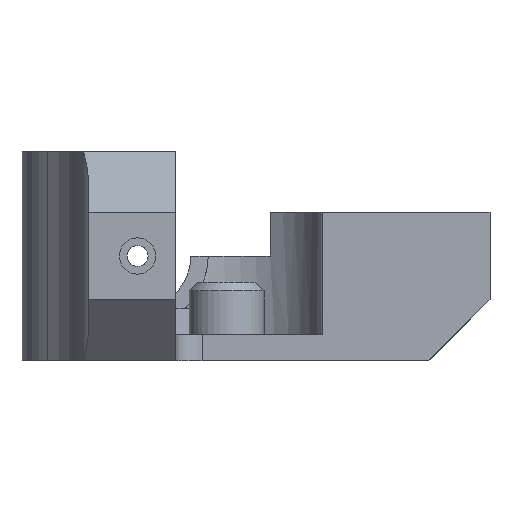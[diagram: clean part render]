
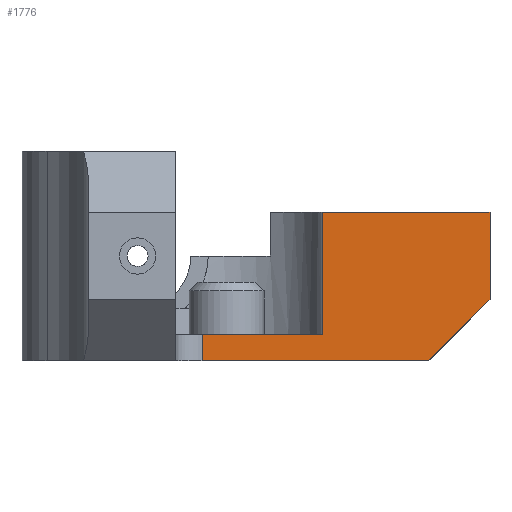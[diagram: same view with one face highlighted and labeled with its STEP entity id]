
A CAD part, left-side view. The second image highlights one B-rep face of the part: STEP entity #1776.
In plain terms, the highlighted planar face has unit normal (-1, 0, 0).
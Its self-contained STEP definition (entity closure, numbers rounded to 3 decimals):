
#253 = PLANE('',#254);
#254 = AXIS2_PLACEMENT_3D('',#255,#256,#257);
#255 = CARTESIAN_POINT('',(0.,-11.,7.));
#256 = DIRECTION('',(0.,0.,-1.));
#257 = DIRECTION('',(-1.,0.,0.));
#310 = PLANE('',#311);
#311 = AXIS2_PLACEMENT_3D('',#312,#313,#314);
#312 = CARTESIAN_POINT('',(-37.,15.8,4.));
#313 = DIRECTION('',(0.,0.,-1.));
#314 = DIRECTION('',(-1.,0.,0.));
#474 = VERTEX_POINT('',#475);
#475 = CARTESIAN_POINT('',(-21.,-11.,7.));
#489 = PLANE('',#490);
#490 = AXIS2_PLACEMENT_3D('',#491,#492,#493);
#491 = CARTESIAN_POINT('',(-24.5,-11.,21.));
#492 = DIRECTION('',(0.,-1.,0.));
#493 = DIRECTION('',(1.,0.,0.));
#501 = EDGE_CURVE('',#474,#502,#504,.T.);
#502 = VERTEX_POINT('',#503);
#503 = CARTESIAN_POINT('',(-21.,2.8,7.));
#504 = SURFACE_CURVE('',#505,(#509,#515),.PCURVE_S1.);
#505 = LINE('',#506,#507);
#506 = CARTESIAN_POINT('',(-21.,-2.6,7.));
#507 = VECTOR('',#508,1.);
#508 = DIRECTION('',(0.,1.,0.));
#509 = PCURVE('',#253,#510);
#510 = DEFINITIONAL_REPRESENTATION('',(#511),#514);
#511 = B_SPLINE_CURVE_WITH_KNOTS('',1,(#512,#513),.UNSPECIFIED.,.F.,.F.,
  (2,2),(-10.6,12.),.PIECEWISE_BEZIER_KNOTS.);
#512 = CARTESIAN_POINT('',(21.,-2.2));
#513 = CARTESIAN_POINT('',(21.,20.4));
#514 = ( GEOMETRIC_REPRESENTATION_CONTEXT(2) 
PARAMETRIC_REPRESENTATION_CONTEXT() REPRESENTATION_CONTEXT('2D SPACE',''
  ) );
#515 = PCURVE('',#516,#521);
#516 = PLANE('',#517);
#517 = AXIS2_PLACEMENT_3D('',#518,#519,#520);
#518 = CARTESIAN_POINT('',(-21.,5.8,4.));
#519 = DIRECTION('',(1.,0.,0.));
#520 = DIRECTION('',(0.,-1.,0.));
#521 = DEFINITIONAL_REPRESENTATION('',(#522),#525);
#522 = B_SPLINE_CURVE_WITH_KNOTS('',1,(#523,#524),.UNSPECIFIED.,.F.,.F.,
  (2,2),(-10.6,12.),.PIECEWISE_BEZIER_KNOTS.);
#523 = CARTESIAN_POINT('',(19.,-3.));
#524 = CARTESIAN_POINT('',(-3.6,-3.));
#525 = ( GEOMETRIC_REPRESENTATION_CONTEXT(2) 
PARAMETRIC_REPRESENTATION_CONTEXT() REPRESENTATION_CONTEXT('2D SPACE',''
  ) );
#546 = CYLINDRICAL_SURFACE('',#547,3.);
#547 = AXIS2_PLACEMENT_3D('',#548,#549,#550);
#548 = CARTESIAN_POINT('',(-24.,2.8,4.));
#549 = DIRECTION('',(0.,0.,1.));
#550 = DIRECTION('',(1.,0.,0.));
#891 = VERTEX_POINT('',#892);
#892 = CARTESIAN_POINT('',(-21.,-23.2,4.));
#906 = PLANE('',#907);
#907 = AXIS2_PLACEMENT_3D('',#908,#909,#910);
#908 = CARTESIAN_POINT('',(-21.,-26.7,7.5));
#909 = DIRECTION('',(0.,0.707,0.707));
#910 = DIRECTION('',(-1.,0.,0.));
#918 = EDGE_CURVE('',#919,#891,#921,.T.);
#919 = VERTEX_POINT('',#920);
#920 = CARTESIAN_POINT('',(-21.,2.8,4.));
#921 = SURFACE_CURVE('',#922,(#926,#933),.PCURVE_S1.);
#922 = LINE('',#923,#924);
#923 = CARTESIAN_POINT('',(-21.,5.8,4.));
#924 = VECTOR('',#925,1.);
#925 = DIRECTION('',(0.,-1.,0.));
#926 = PCURVE('',#310,#927);
#927 = DEFINITIONAL_REPRESENTATION('',(#928),#932);
#928 = LINE('',#929,#930);
#929 = CARTESIAN_POINT('',(-16.,-10.));
#930 = VECTOR('',#931,1.);
#931 = DIRECTION('',(0.,-1.));
#932 = ( GEOMETRIC_REPRESENTATION_CONTEXT(2) 
PARAMETRIC_REPRESENTATION_CONTEXT() REPRESENTATION_CONTEXT('2D SPACE',''
  ) );
#933 = PCURVE('',#516,#934);
#934 = DEFINITIONAL_REPRESENTATION('',(#935),#939);
#935 = LINE('',#936,#937);
#936 = CARTESIAN_POINT('',(0.,0.));
#937 = VECTOR('',#938,1.);
#938 = DIRECTION('',(1.,0.));
#939 = ( GEOMETRIC_REPRESENTATION_CONTEXT(2) 
PARAMETRIC_REPRESENTATION_CONTEXT() REPRESENTATION_CONTEXT('2D SPACE',''
  ) );
#1444 = EDGE_CURVE('',#919,#502,#1445,.T.);
#1445 = SURFACE_CURVE('',#1446,(#1450,#1457),.PCURVE_S1.);
#1446 = LINE('',#1447,#1448);
#1447 = CARTESIAN_POINT('',(-21.,2.8,4.));
#1448 = VECTOR('',#1449,1.);
#1449 = DIRECTION('',(0.,0.,1.));
#1450 = PCURVE('',#546,#1451);
#1451 = DEFINITIONAL_REPRESENTATION('',(#1452),#1456);
#1452 = LINE('',#1453,#1454);
#1453 = CARTESIAN_POINT('',(0.,0.));
#1454 = VECTOR('',#1455,1.);
#1455 = DIRECTION('',(0.,1.));
#1456 = ( GEOMETRIC_REPRESENTATION_CONTEXT(2) 
PARAMETRIC_REPRESENTATION_CONTEXT() REPRESENTATION_CONTEXT('2D SPACE',''
  ) );
#1457 = PCURVE('',#516,#1458);
#1458 = DEFINITIONAL_REPRESENTATION('',(#1459),#1463);
#1459 = LINE('',#1460,#1461);
#1460 = CARTESIAN_POINT('',(3.,0.));
#1461 = VECTOR('',#1462,1.);
#1462 = DIRECTION('',(0.,-1.));
#1463 = ( GEOMETRIC_REPRESENTATION_CONTEXT(2) 
PARAMETRIC_REPRESENTATION_CONTEXT() REPRESENTATION_CONTEXT('2D SPACE',''
  ) );
#1776 = ADVANCED_FACE('',(#1777),#516,.F.);
#1777 = FACE_BOUND('',#1778,.F.);
#1778 = EDGE_LOOP('',(#1779,#1780,#1781,#1782,#1803,#1831,#1859));
#1779 = ORIENTED_EDGE('',*,*,#918,.F.);
#1780 = ORIENTED_EDGE('',*,*,#1444,.T.);
#1781 = ORIENTED_EDGE('',*,*,#501,.F.);
#1782 = ORIENTED_EDGE('',*,*,#1783,.F.);
#1783 = EDGE_CURVE('',#1784,#474,#1786,.T.);
#1784 = VERTEX_POINT('',#1785);
#1785 = CARTESIAN_POINT('',(-21.,-11.,21.));
#1786 = SURFACE_CURVE('',#1787,(#1791,#1797),.PCURVE_S1.);
#1787 = LINE('',#1788,#1789);
#1788 = CARTESIAN_POINT('',(-21.,-11.,12.5));
#1789 = VECTOR('',#1790,1.);
#1790 = DIRECTION('',(0.,0.,-1.));
#1791 = PCURVE('',#516,#1792);
#1792 = DEFINITIONAL_REPRESENTATION('',(#1793),#1796);
#1793 = B_SPLINE_CURVE_WITH_KNOTS('',1,(#1794,#1795),.UNSPECIFIED.,.F.,
  .F.,(2,2),(-9.9,6.9),.PIECEWISE_BEZIER_KNOTS.);
#1794 = CARTESIAN_POINT('',(16.8,-18.4));
#1795 = CARTESIAN_POINT('',(16.8,-1.6));
#1796 = ( GEOMETRIC_REPRESENTATION_CONTEXT(2) 
PARAMETRIC_REPRESENTATION_CONTEXT() REPRESENTATION_CONTEXT('2D SPACE',''
  ) );
#1797 = PCURVE('',#489,#1798);
#1798 = DEFINITIONAL_REPRESENTATION('',(#1799),#1802);
#1799 = B_SPLINE_CURVE_WITH_KNOTS('',1,(#1800,#1801),.UNSPECIFIED.,.F.,
  .F.,(2,2),(-9.9,6.9),.PIECEWISE_BEZIER_KNOTS.);
#1800 = CARTESIAN_POINT('',(3.5,1.4));
#1801 = CARTESIAN_POINT('',(3.5,-15.4));
#1802 = ( GEOMETRIC_REPRESENTATION_CONTEXT(2) 
PARAMETRIC_REPRESENTATION_CONTEXT() REPRESENTATION_CONTEXT('2D SPACE',''
  ) );
#1803 = ORIENTED_EDGE('',*,*,#1804,.T.);
#1804 = EDGE_CURVE('',#1784,#1805,#1807,.T.);
#1805 = VERTEX_POINT('',#1806);
#1806 = CARTESIAN_POINT('',(-21.,-30.2,21.));
#1807 = SURFACE_CURVE('',#1808,(#1812,#1819),.PCURVE_S1.);
#1808 = LINE('',#1809,#1810);
#1809 = CARTESIAN_POINT('',(-21.,5.8,21.));
#1810 = VECTOR('',#1811,1.);
#1811 = DIRECTION('',(0.,-1.,0.));
#1812 = PCURVE('',#516,#1813);
#1813 = DEFINITIONAL_REPRESENTATION('',(#1814),#1818);
#1814 = LINE('',#1815,#1816);
#1815 = CARTESIAN_POINT('',(0.,-17.));
#1816 = VECTOR('',#1817,1.);
#1817 = DIRECTION('',(1.,0.));
#1818 = ( GEOMETRIC_REPRESENTATION_CONTEXT(2) 
PARAMETRIC_REPRESENTATION_CONTEXT() REPRESENTATION_CONTEXT('2D SPACE',''
  ) );
#1819 = PCURVE('',#1820,#1825);
#1820 = PLANE('',#1821);
#1821 = AXIS2_PLACEMENT_3D('',#1822,#1823,#1824);
#1822 = CARTESIAN_POINT('',(-37.,15.8,21.));
#1823 = DIRECTION('',(0.,0.,-1.));
#1824 = DIRECTION('',(-1.,0.,0.));
#1825 = DEFINITIONAL_REPRESENTATION('',(#1826),#1830);
#1826 = LINE('',#1827,#1828);
#1827 = CARTESIAN_POINT('',(-16.,-10.));
#1828 = VECTOR('',#1829,1.);
#1829 = DIRECTION('',(0.,-1.));
#1830 = ( GEOMETRIC_REPRESENTATION_CONTEXT(2) 
PARAMETRIC_REPRESENTATION_CONTEXT() REPRESENTATION_CONTEXT('2D SPACE',''
  ) );
#1831 = ORIENTED_EDGE('',*,*,#1832,.F.);
#1832 = EDGE_CURVE('',#1833,#1805,#1835,.T.);
#1833 = VERTEX_POINT('',#1834);
#1834 = CARTESIAN_POINT('',(-21.,-30.2,11.));
#1835 = SURFACE_CURVE('',#1836,(#1840,#1847),.PCURVE_S1.);
#1836 = LINE('',#1837,#1838);
#1837 = CARTESIAN_POINT('',(-21.,-30.2,4.));
#1838 = VECTOR('',#1839,1.);
#1839 = DIRECTION('',(0.,0.,1.));
#1840 = PCURVE('',#516,#1841);
#1841 = DEFINITIONAL_REPRESENTATION('',(#1842),#1846);
#1842 = LINE('',#1843,#1844);
#1843 = CARTESIAN_POINT('',(36.,0.));
#1844 = VECTOR('',#1845,1.);
#1845 = DIRECTION('',(0.,-1.));
#1846 = ( GEOMETRIC_REPRESENTATION_CONTEXT(2) 
PARAMETRIC_REPRESENTATION_CONTEXT() REPRESENTATION_CONTEXT('2D SPACE',''
  ) );
#1847 = PCURVE('',#1848,#1853);
#1848 = PLANE('',#1849);
#1849 = AXIS2_PLACEMENT_3D('',#1850,#1851,#1852);
#1850 = CARTESIAN_POINT('',(-21.,-30.2,4.));
#1851 = DIRECTION('',(0.,1.,0.));
#1852 = DIRECTION('',(1.,0.,0.));
#1853 = DEFINITIONAL_REPRESENTATION('',(#1854),#1858);
#1854 = LINE('',#1855,#1856);
#1855 = CARTESIAN_POINT('',(0.,0.));
#1856 = VECTOR('',#1857,1.);
#1857 = DIRECTION('',(0.,-1.));
#1858 = ( GEOMETRIC_REPRESENTATION_CONTEXT(2) 
PARAMETRIC_REPRESENTATION_CONTEXT() REPRESENTATION_CONTEXT('2D SPACE',''
  ) );
#1859 = ORIENTED_EDGE('',*,*,#1860,.F.);
#1860 = EDGE_CURVE('',#891,#1833,#1861,.T.);
#1861 = SURFACE_CURVE('',#1862,(#1866,#1873),.PCURVE_S1.);
#1862 = LINE('',#1863,#1864);
#1863 = CARTESIAN_POINT('',(-21.,-17.7,-1.5));
#1864 = VECTOR('',#1865,1.);
#1865 = DIRECTION('',(0.,-0.707,0.707));
#1866 = PCURVE('',#516,#1867);
#1867 = DEFINITIONAL_REPRESENTATION('',(#1868),#1872);
#1868 = LINE('',#1869,#1870);
#1869 = CARTESIAN_POINT('',(23.5,5.5));
#1870 = VECTOR('',#1871,1.);
#1871 = DIRECTION('',(0.707,-0.707));
#1872 = ( GEOMETRIC_REPRESENTATION_CONTEXT(2) 
PARAMETRIC_REPRESENTATION_CONTEXT() REPRESENTATION_CONTEXT('2D SPACE',''
  ) );
#1873 = PCURVE('',#906,#1874);
#1874 = DEFINITIONAL_REPRESENTATION('',(#1875),#1879);
#1875 = LINE('',#1876,#1877);
#1876 = CARTESIAN_POINT('',(0.,-12.728));
#1877 = VECTOR('',#1878,1.);
#1878 = DIRECTION('',(0.,1.));
#1879 = ( GEOMETRIC_REPRESENTATION_CONTEXT(2) 
PARAMETRIC_REPRESENTATION_CONTEXT() REPRESENTATION_CONTEXT('2D SPACE',''
  ) );
